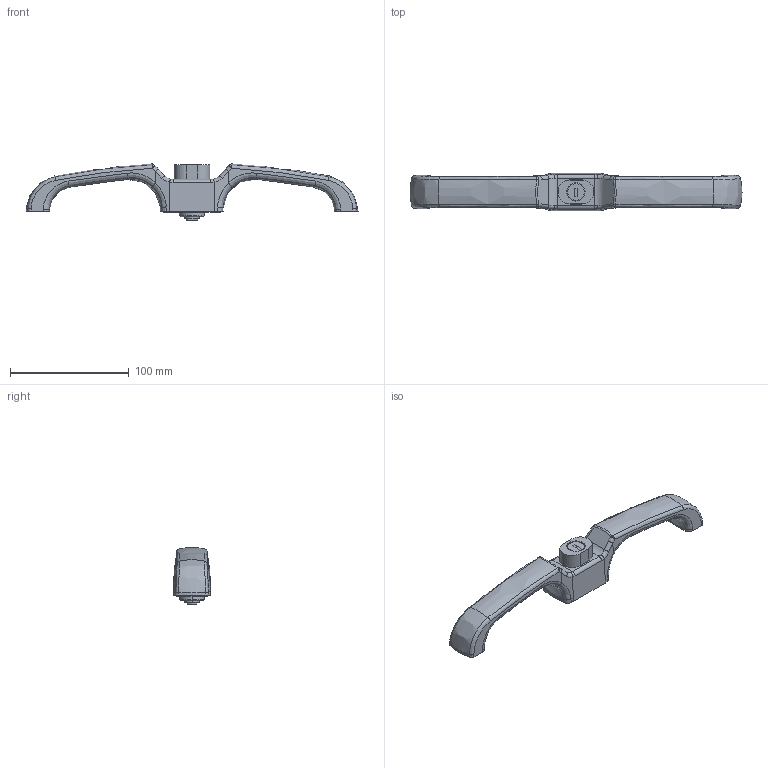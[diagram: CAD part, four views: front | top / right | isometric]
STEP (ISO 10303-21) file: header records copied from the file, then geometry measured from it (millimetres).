
FILE_DESCRIPTION (( 'STEP AP203' ), '1' );
FILE_NAME ('AP-871-2-S_.STEP', '2008-02-20T23:47:25', ( ' ' ), ( ' ' ), 'SwSTEP 2.0', 'SolidWorks 2007', '' );
FILE_SCHEMA (( 'CONFIG_CONTROL_DESIGN' ));
Length unit declared in the file: millimetre
Products named in the file (7): A-871-2-S僔儕儞僟乕_岞_棉太倌; A-871-2-S止め板_公開用; A-871-2-S僴儞僪儖_岞_棉太倌; AP-871-2-S_; A-871-2-S僷僢僉儞_棉太倌; A-871-2-S僷僢僉儞彫_棉太倌; R200_公開用_R200-4
Assembly tree (7 placements, depth 2):
  AP-871-2-S_
    A-871-2-S僷僢僉儞彫_棉太倌  x2
    A-871-2-S止め板_公開用
    R200_公開用_R200-4
    A-871-2-S僴儞僪儖_岞_棉太倌
    A-871-2-S僷僢僉儞_棉太倌
    A-871-2-S僔儕儞僟乕_岞_棉太倌
Bounding box: 279.89 x 32 x 47.75 mm (x, y, z)
Volume: 128171 mm3; surface area: 41834.9 mm2
Topology: 7 solids, 7 shells, 313 faces, 797 edges, 502 vertices
Faces by surface type: cylinder 114, plane 90, bspline 76, cone 31, torus 2
Entity records: 12954 total; most frequent: CARTESIAN_POINT 5488, ORIENTED_EDGE 1492, DIRECTION 1271, EDGE_CURVE 746, AXIS2_PLACEMENT_3D 485, VERTEX_POINT 480, EDGE_LOOP 338, LINE 301
